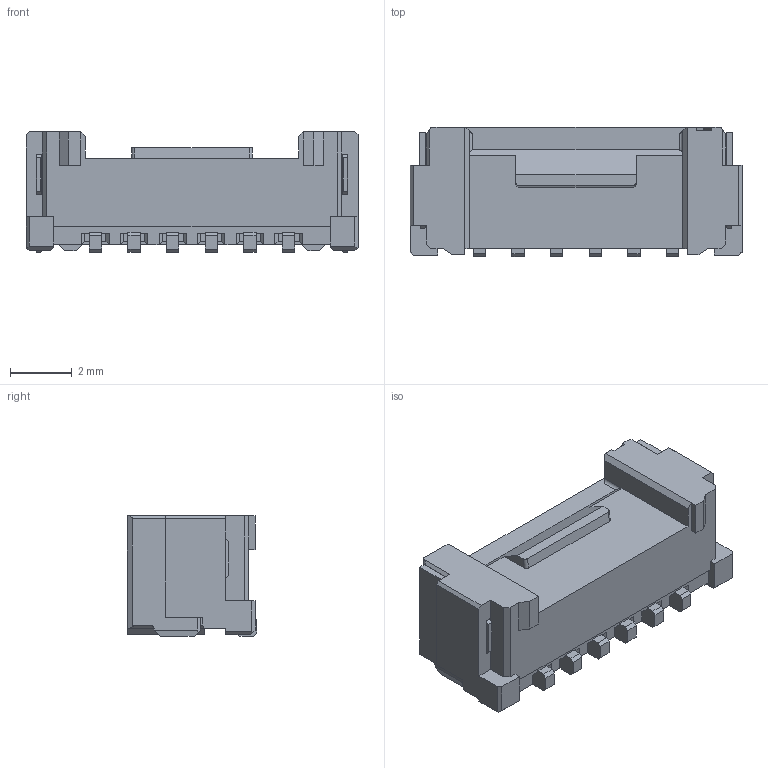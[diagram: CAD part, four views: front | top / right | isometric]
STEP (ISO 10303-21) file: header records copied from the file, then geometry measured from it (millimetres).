
FILE_DESCRIPTION(/* description */ (''),/* implementation_level */ '2;1');
FILE_NAME(/* name */ '505567-0631.step',/* time_stamp */ '2025-04-07T15:04:07-07:00',/* author */ (''),/* organization */ (''),/* preprocessor_version */ 'ST-DEVELOPER v20.1',/* originating_system */ 'Autodesk Translation Framework v14.4.0.0',/* authorisation */ '');
FILE_SCHEMA (('AUTOMOTIVE_DESIGN { 1 0 10303 214 3 1 1 }'));
Length unit declared in the file: millimetre
Products named in the file (1): 5055670631
Bounding box: 10.75 x 4.2 x 3.9 mm (x, y, z)
Volume: 84.1 mm3; surface area: 305.6 mm2
Topology: 1 solids, 1 shells, 339 faces, 961 edges, 626 vertices
Faces by surface type: plane 304, cylinder 31, cone 4
Entity records: 10804 total; most frequent: CARTESIAN_POINT 1927, ORIENTED_EDGE 1922, DIRECTION 1709, EDGE_CURVE 961, LINE 893, VECTOR 893, VERTEX_POINT 626, AXIS2_PLACEMENT_3D 408
